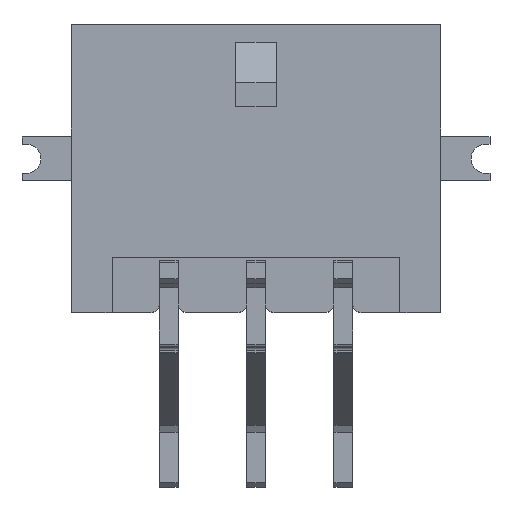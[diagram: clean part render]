
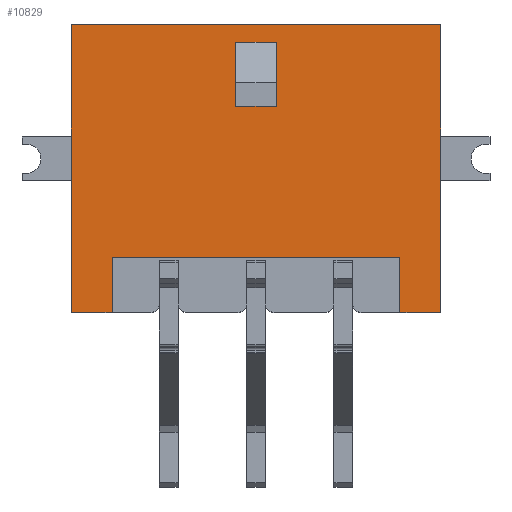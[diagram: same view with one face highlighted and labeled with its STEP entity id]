
A CAD part, top view. The second image highlights one B-rep face of the part: STEP entity #10829.
In plain terms, the highlighted face is planar.
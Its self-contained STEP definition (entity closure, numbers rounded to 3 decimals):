
#835=ORIENTED_EDGE('',*,*,#2744,.F.);
#836=ORIENTED_EDGE('',*,*,#2977,.F.);
#837=ORIENTED_EDGE('',*,*,#2978,.T.);
#838=ORIENTED_EDGE('',*,*,#2979,.T.);
#839=ORIENTED_EDGE('',*,*,#2980,.F.);
#840=ORIENTED_EDGE('',*,*,#2981,.F.);
#841=ORIENTED_EDGE('',*,*,#2739,.F.);
#842=ORIENTED_EDGE('',*,*,#2742,.F.);
#843=ORIENTED_EDGE('',*,*,#2713,.T.);
#844=ORIENTED_EDGE('',*,*,#2720,.T.);
#845=ORIENTED_EDGE('',*,*,#2709,.F.);
#846=ORIENTED_EDGE('',*,*,#2718,.F.);
#2709=EDGE_CURVE('',#3843,#3844,#4606,.T.);
#2713=EDGE_CURVE('',#3847,#3848,#4610,.T.);
#2718=EDGE_CURVE('',#3847,#3843,#4615,.T.);
#2720=EDGE_CURVE('',#3848,#3844,#4617,.T.);
#2739=EDGE_CURVE('',#3865,#3866,#4630,.T.);
#2742=EDGE_CURVE('',#3867,#3865,#4633,.T.);
#2744=EDGE_CURVE('',#3868,#3867,#4635,.T.);
#2977=EDGE_CURVE('',#4028,#3868,#4858,.T.);
#2978=EDGE_CURVE('',#4028,#4029,#4859,.T.);
#2979=EDGE_CURVE('',#4029,#4030,#4860,.T.);
#2980=EDGE_CURVE('',#4031,#4030,#4861,.T.);
#2981=EDGE_CURVE('',#3866,#4031,#4862,.T.);
#3843=VERTEX_POINT('',#14282);
#3844=VERTEX_POINT('',#14283);
#3847=VERTEX_POINT('',#14291);
#3848=VERTEX_POINT('',#14292);
#3865=VERTEX_POINT('',#14340);
#3866=VERTEX_POINT('',#14341);
#3867=VERTEX_POINT('',#14346);
#3868=VERTEX_POINT('',#14350);
#4028=VERTEX_POINT('',#14807);
#4029=VERTEX_POINT('',#14809);
#4030=VERTEX_POINT('',#14811);
#4031=VERTEX_POINT('',#14813);
#4606=LINE('',#14281,#5679);
#4610=LINE('',#14290,#5683);
#4615=LINE('',#14300,#5688);
#4617=LINE('',#14304,#5690);
#4630=LINE('',#14339,#5703);
#4633=LINE('',#14345,#5706);
#4635=LINE('',#14349,#5708);
#4858=LINE('',#14806,#5931);
#4859=LINE('',#14808,#5932);
#4860=LINE('',#14810,#5933);
#4861=LINE('',#14812,#5934);
#4862=LINE('',#14814,#5935);
#5679=VECTOR('',#12006,1000.);
#5683=VECTOR('',#12012,1000.);
#5688=VECTOR('',#12019,1000.);
#5690=VECTOR('',#12025,1000.);
#5703=VECTOR('',#12054,1000.);
#5706=VECTOR('',#12059,1000.);
#5708=VECTOR('',#12063,1000.);
#5931=VECTOR('',#12434,1000.);
#5932=VECTOR('',#12435,1000.);
#5933=VECTOR('',#12436,1000.);
#5934=VECTOR('',#12437,1000.);
#5935=VECTOR('',#12438,1000.);
#6613=EDGE_LOOP('',(#835,#836,#837,#838,#839,#840,#841,#842));
#6614=EDGE_LOOP('',(#843,#844,#845,#846));
#7054=FACE_BOUND('',#6613,.T.);
#7055=FACE_BOUND('',#6614,.T.);
#7489=PLANE('',#11274);
#10829=ADVANCED_FACE('',(#7054,#7055),#7489,.T.);
#11274=AXIS2_PLACEMENT_3D('',#14805,#12432,#12433);
#12006=DIRECTION('',(0.,0.,1.));
#12012=DIRECTION('',(0.,0.,1.));
#12019=DIRECTION('',(0.,-1.,0.));
#12025=DIRECTION('',(0.,-1.,0.));
#12054=DIRECTION('',(0.,0.,-1.));
#12059=DIRECTION('',(0.,1.,0.));
#12063=DIRECTION('',(0.,0.,1.));
#12432=DIRECTION('',(-1.,0.,0.));
#12433=DIRECTION('',(0.,0.,1.));
#12434=DIRECTION('',(0.,1.,0.));
#12435=DIRECTION('',(0.,0.,1.));
#12436=DIRECTION('',(0.,1.,0.));
#12437=DIRECTION('',(0.,0.,1.));
#12438=DIRECTION('',(0.,1.,0.));
#14281=CARTESIAN_POINT('',(-3.43,-0.7,2.15));
#14282=CARTESIAN_POINT('',(-3.43,-0.7,2.15));
#14283=CARTESIAN_POINT('',(-3.43,-0.7,4.35));
#14290=CARTESIAN_POINT('',(-3.43,0.7,2.15));
#14291=CARTESIAN_POINT('',(-3.43,0.7,2.15));
#14292=CARTESIAN_POINT('',(-3.43,0.7,4.35));
#14300=CARTESIAN_POINT('',(-3.43,0.7,2.15));
#14304=CARTESIAN_POINT('',(-3.43,0.7,4.35));
#14339=CARTESIAN_POINT('',(-3.43,4.95,-3.05));
#14340=CARTESIAN_POINT('',(-3.43,4.95,-3.05));
#14341=CARTESIAN_POINT('',(-3.43,4.95,-4.95));
#14345=CARTESIAN_POINT('',(-3.43,-4.95,-3.05));
#14346=CARTESIAN_POINT('',(-3.43,-4.95,-3.05));
#14349=CARTESIAN_POINT('',(-3.43,-4.95,-4.95));
#14350=CARTESIAN_POINT('',(-3.43,-4.95,-4.95));
#14805=CARTESIAN_POINT('',(-3.43,-6.35,-4.95));
#14806=CARTESIAN_POINT('',(-3.43,-6.35,-4.95));
#14807=CARTESIAN_POINT('',(-3.43,-6.35,-4.95));
#14808=CARTESIAN_POINT('',(-3.43,-6.35,-4.95));
#14809=CARTESIAN_POINT('',(-3.43,-6.35,4.95));
#14810=CARTESIAN_POINT('',(-3.43,-6.35,4.95));
#14811=CARTESIAN_POINT('',(-3.43,6.35,4.95));
#14812=CARTESIAN_POINT('',(-3.43,6.35,-4.95));
#14813=CARTESIAN_POINT('',(-3.43,6.35,-4.95));
#14814=CARTESIAN_POINT('',(-3.43,-6.35,-4.95));
